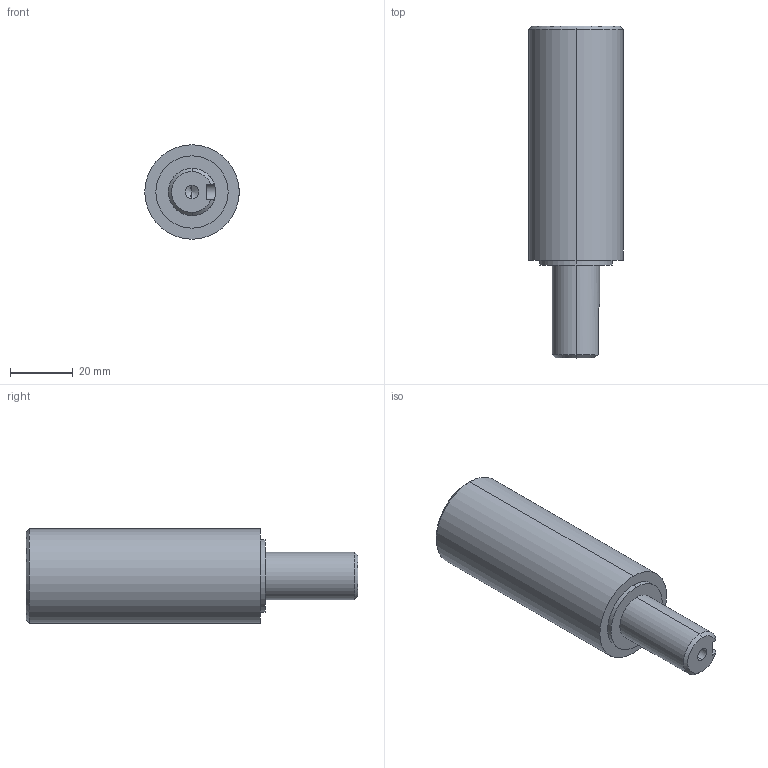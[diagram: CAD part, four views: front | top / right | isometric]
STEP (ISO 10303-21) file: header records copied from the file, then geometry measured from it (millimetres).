
FILE_DESCRIPTION (( 'STEP AP203' ), '1' );
FILE_NAME ('F0400-02-ECROU DE REGLAGE.STEP', '2019-05-28T14:51:56', ( '' ), ( '' ), 'SwSTEP 2.0', 'SolidWorks 2013', '' );
FILE_SCHEMA (( 'CONFIG_CONTROL_DESIGN' ));
Length unit declared in the file: millimetre
Products named in the file (1): F0400-02-ECROU DE REGLAGE
Bounding box: 30 x 105.5 x 30 mm (x, y, z)
Volume: 39576.4 mm3; surface area: 14463.4 mm2
Topology: 1 solids, 1 shells, 52 faces, 118 edges, 71 vertices
Faces by surface type: cylinder 21, cone 13, plane 10, torus 8
Entity records: 1619 total; most frequent: CARTESIAN_POINT 343, DIRECTION 278, ORIENTED_EDGE 232, AXIS2_PLACEMENT_3D 118, EDGE_CURVE 116, VERTEX_POINT 71, CIRCLE 65, EDGE_LOOP 59
